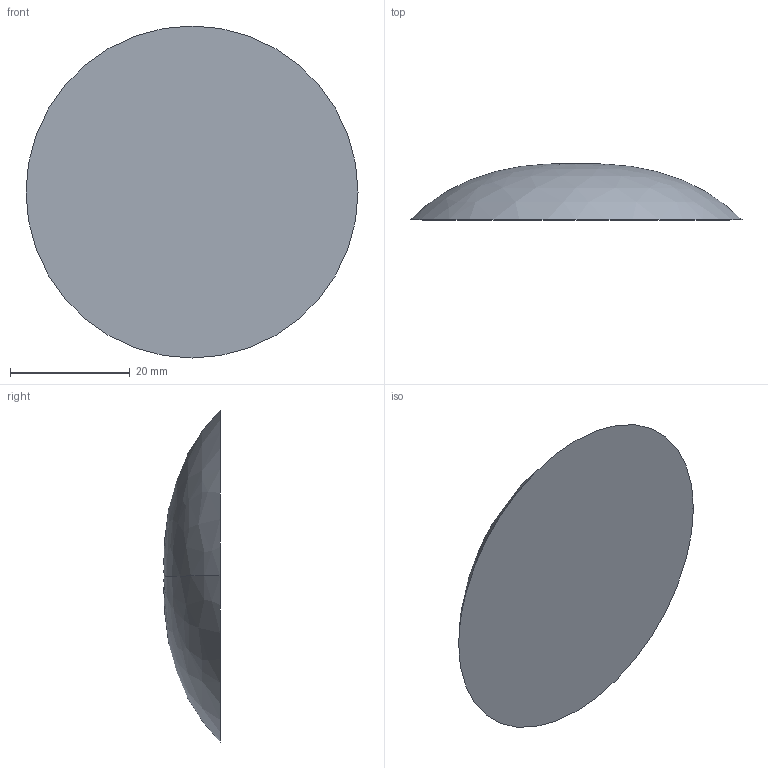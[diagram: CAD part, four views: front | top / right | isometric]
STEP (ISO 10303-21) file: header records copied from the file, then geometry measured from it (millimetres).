
FILE_DESCRIPTION (( 'STEP AP214' ), '1' );
FILE_NAME ('haniwa_face_top.STEP', '2025-01-08T04:02:57', ( '' ), ( '' ), 'SwSTEP 2.0', 'SolidWorks 2024', '' );
FILE_SCHEMA (( 'AUTOMOTIVE_DESIGN' ));
Length unit declared in the file: millimetre
Products named in the file (1): haniwa_face_top
Bounding box: 55.44 x 9.36 x 55.44 mm (x, y, z)
Volume: 13206 mm3; surface area: 5174.5 mm2
Topology: 1 solids, 1 shells, 3 faces, 6 edges, 3 vertices
Faces by surface type: bspline 2, plane 1
Entity records: 115 total; most frequent: CARTESIAN_POINT 47, ORIENTED_EDGE 8, DIRECTION 8, AXIS2_PLACEMENT_3D 4, EDGE_CURVE 4, ADVANCED_FACE 3, FACE_OUTER_BOUND 3, VERTEX_POINT 3
